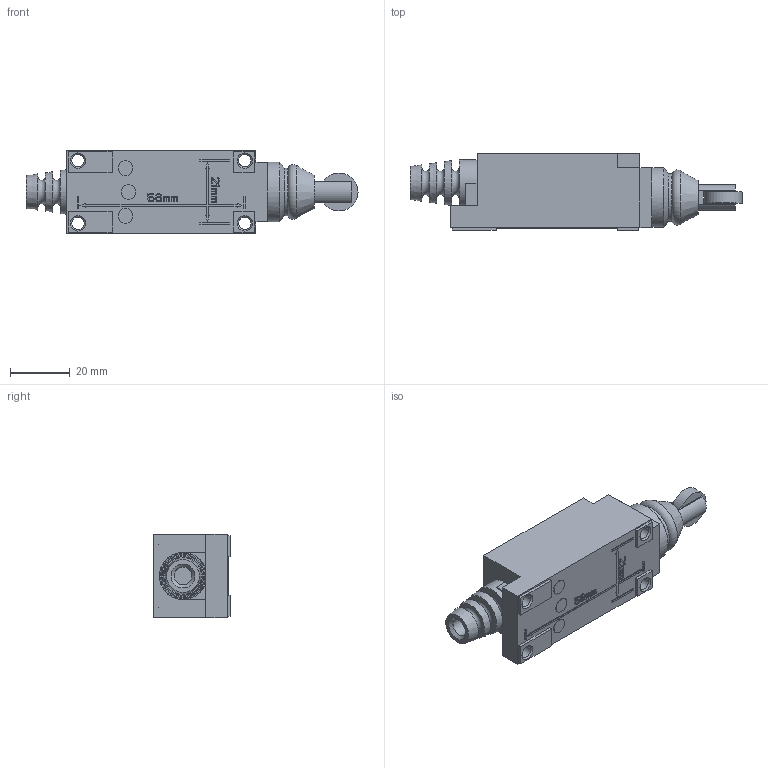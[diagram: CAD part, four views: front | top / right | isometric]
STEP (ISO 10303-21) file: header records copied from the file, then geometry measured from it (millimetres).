
FILE_DESCRIPTION(('STEP AP203'), '1');
FILE_NAME('MTB4-LZ8112', '2025-08-07T10:53:56', (''), (''), 'C3D Converter', 'C3D Toolkit', '');
FILE_SCHEMA(('CONFIG_CONTROL_DESIGN'));
Length unit declared in the file: millimetre
Bounding box: 111.45 x 25.8 x 28 mm (x, y, z)
Volume: 46740.3 mm3; surface area: 12242.5 mm2
Topology: 2 solids, 2 shells, 441 faces, 1197 edges, 793 vertices
Faces by surface type: plane 405, cylinder 21, cone 11, torus 4
Full cylindrical faces by diameter (mm): 4.2 x4, 5 x3, 6 x1, 6.2 x3, 12.7 x1, 16 x1, 20.1 x1
Entity records: 14285 total; most frequent: CARTESIAN_POINT 3149, ORIENTED_EDGE 2338, DIRECTION 2112, EDGE_CURVE 1169, LINE 1096, VECTOR 1096, VERTEX_POINT 793, EDGE_LOOP 510
